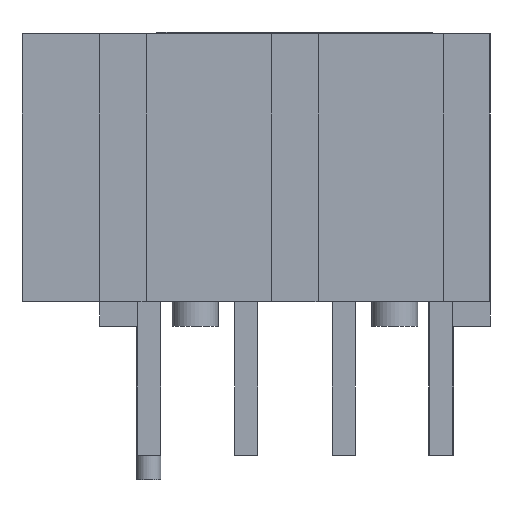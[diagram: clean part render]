
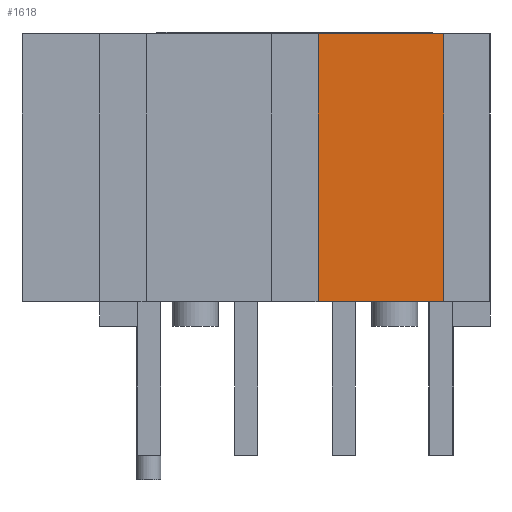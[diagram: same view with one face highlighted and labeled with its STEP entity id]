
A CAD part, left-side view. The second image highlights one B-rep face of the part: STEP entity #1618.
In plain terms, the highlighted planar face has unit normal (-1, 0, 0).
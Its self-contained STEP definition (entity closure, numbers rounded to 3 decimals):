
#120=FACE_OUTER_BOUND($,#228,.T.);
#228=EDGE_LOOP($,(#1209,#1210,#1211,#1212));
#376=LINE($,#2494,#568);
#379=LINE($,#2500,#571);
#380=LINE($,#2502,#572);
#381=LINE($,#2503,#573);
#568=VECTOR($,#2031,6.98);
#571=VECTOR($,#2036,3.28);
#572=VECTOR($,#2037,6.98);
#573=VECTOR($,#2038,3.28);
#746=VERTEX_POINT($,#2491);
#747=VERTEX_POINT($,#2493);
#749=VERTEX_POINT($,#2499);
#750=VERTEX_POINT($,#2501);
#922=EDGE_CURVE($,#747,#746,#376,.T.);
#925=EDGE_CURVE($,#746,#749,#379,.T.);
#926=EDGE_CURVE($,#750,#749,#380,.T.);
#927=EDGE_CURVE($,#747,#750,#381,.T.);
#1209=ORIENTED_EDGE($,*,*,#925,.T.);
#1210=ORIENTED_EDGE($,*,*,#926,.F.);
#1211=ORIENTED_EDGE($,*,*,#927,.F.);
#1212=ORIENTED_EDGE($,*,*,#922,.T.);
#1519=PLANE($,#1767);
#1618=ADVANCED_FACE($,(#120),#1519,.T.);
#1767=AXIS2_PLACEMENT_3D($,#2498,#2034,#2035);
#2031=DIRECTION($,(0.,0.,1.));
#2034=DIRECTION('center_axis',(-1.,0.,0.));
#2035=DIRECTION('ref_axis',(0.,0.,1.));
#2036=DIRECTION($,(0.,1.,0.));
#2037=DIRECTION($,(0.,0.,1.));
#2038=DIRECTION($,(0.,1.,0.));
#2491=CARTESIAN_POINT('',(-5.98,-3.88,7.62));
#2493=CARTESIAN_POINT('',(-5.98,-3.88,0.64));
#2494=CARTESIAN_POINT($,(-5.98,-3.88,0.64));
#2498=CARTESIAN_POINT('Origin',(-5.98,-3.88,0.64));
#2499=CARTESIAN_POINT('',(-5.98,-0.6,7.62));
#2500=CARTESIAN_POINT($,(-5.98,-3.88,7.62));
#2501=CARTESIAN_POINT('',(-5.98,-0.6,0.64));
#2502=CARTESIAN_POINT($,(-5.98,-0.6,0.64));
#2503=CARTESIAN_POINT($,(-5.98,-3.88,0.64));
